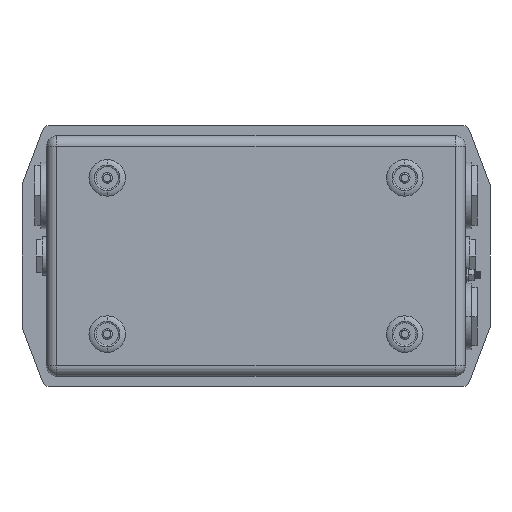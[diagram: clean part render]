
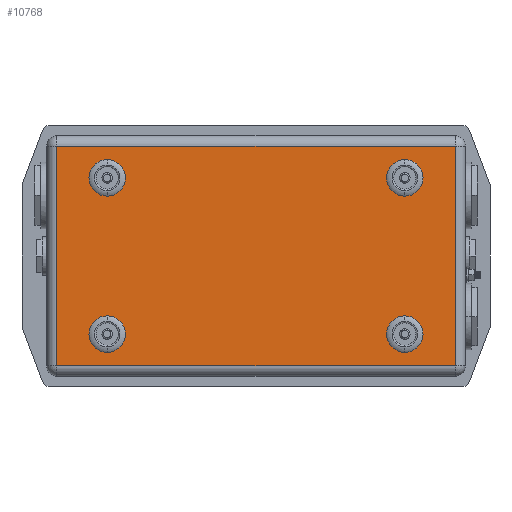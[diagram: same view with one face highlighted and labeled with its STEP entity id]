
A CAD part, front view. The second image highlights one B-rep face of the part: STEP entity #10768.
In plain terms, the highlighted planar face has unit normal (0, -1, 0).
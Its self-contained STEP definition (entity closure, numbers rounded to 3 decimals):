
#19 = ORIENTED_EDGE ( 'NONE', *, *, #10798, .F. ) ;
#58 = CIRCLE ( 'NONE', #9383, 12.25 ) ;
#111 = DIRECTION ( 'NONE',  ( 0., 0., -1. ) ) ;
#139 = DIRECTION ( 'NONE',  ( 0., 1., 0. ) ) ;
#176 = CARTESIAN_POINT ( 'NONE',  ( 257.25, 0., -140.25 ) ) ;
#200 = DIRECTION ( 'NONE',  ( 0., 1., 0. ) ) ;
#226 = DIRECTION ( 'NONE',  ( 0., -1., 0. ) ) ;
#493 = VECTOR ( 'NONE', #5726, 1000. ) ;
#587 = ORIENTED_EDGE ( 'NONE', *, *, #2810, .T. ) ;
#650 = FACE_BOUND ( 'NONE', #4912, .T. ) ;
#1044 = LINE ( 'NONE', #8906, #493 ) ;
#1084 = EDGE_CURVE ( 'NONE', #8024, #8002, #5978, .T. ) ;
#1460 = EDGE_CURVE ( 'NONE', #8002, #1895, #1777, .T. ) ;
#1509 = CARTESIAN_POINT ( 'NONE',  ( 57.25, 0., -128. ) ) ;
#1628 = DIRECTION ( 'NONE',  ( 1., 0., 0. ) ) ;
#1709 = EDGE_CURVE ( 'NONE', #1895, #4239, #1044, .T. ) ;
#1727 = VERTEX_POINT ( 'NONE', #8679 ) ;
#1777 = LINE ( 'NONE', #3084, #9986 ) ;
#1855 = ORIENTED_EDGE ( 'NONE', *, *, #1932, .T. ) ;
#1895 = VERTEX_POINT ( 'NONE', #7511 ) ;
#1932 = EDGE_CURVE ( 'NONE', #4239, #8024, #5696, .T. ) ;
#1986 = CIRCLE ( 'NONE', #5775, 12.25 ) ;
#2018 = VERTEX_POINT ( 'NONE', #6702 ) ;
#2126 = EDGE_CURVE ( 'NONE', #5529, #6016, #2418, .T. ) ;
#2203 = DIRECTION ( 'NONE',  ( 0., 1., 0. ) ) ;
#2219 = VERTEX_POINT ( 'NONE', #5267 ) ;
#2367 = ORIENTED_EDGE ( 'NONE', *, *, #2471, .F. ) ;
#2418 = CIRCLE ( 'NONE', #8485, 12.25 ) ;
#2471 = EDGE_CURVE ( 'NONE', #2018, #2219, #9064, .T. ) ;
#2616 = ORIENTED_EDGE ( 'NONE', *, *, #2766, .T. ) ;
#2766 = EDGE_CURVE ( 'NONE', #10193, #10333, #5433, .T. ) ;
#2810 = EDGE_CURVE ( 'NONE', #10333, #10193, #58, .T. ) ;
#2937 = FACE_OUTER_BOUND ( 'NONE', #4710, .T. ) ;
#3022 = EDGE_CURVE ( 'NONE', #4153, #1727, #5813, .T. ) ;
#3054 = DIRECTION ( 'NONE',  ( 0., 0., -1. ) ) ;
#3064 = DIRECTION ( 'NONE',  ( 0., -1., 0. ) ) ;
#3073 = CARTESIAN_POINT ( 'NONE',  ( 57.25, 0., -35.25 ) ) ;
#3084 = CARTESIAN_POINT ( 'NONE',  ( 298., 0., -161.5 ) ) ;
#3144 = ORIENTED_EDGE ( 'NONE', *, *, #3022, .T. ) ;
#3189 = EDGE_CURVE ( 'NONE', #1727, #4153, #9320, .T. ) ;
#3355 = AXIS2_PLACEMENT_3D ( 'NONE', #3073, #3064, #3054 ) ;
#3813 = ORIENTED_EDGE ( 'NONE', *, *, #1460, .T. ) ;
#3823 = DIRECTION ( 'NONE',  ( 0., -1., 0. ) ) ;
#3896 = DIRECTION ( 'NONE',  ( 0., -1., 0. ) ) ;
#4006 = DIRECTION ( 'NONE',  ( 0., 1., 0. ) ) ;
#4153 = VERTEX_POINT ( 'NONE', #4279 ) ;
#4239 = VERTEX_POINT ( 'NONE', #9315 ) ;
#4279 = CARTESIAN_POINT ( 'NONE',  ( 257.25, 0., -47.5 ) ) ;
#4668 = PLANE ( 'NONE',  #6388 ) ;
#4710 = EDGE_LOOP ( 'NONE', ( #9803, #3813, #8126, #1855 ) ) ;
#4846 = AXIS2_PLACEMENT_3D ( 'NONE', #7165, #2203, #7948 ) ;
#4912 = EDGE_LOOP ( 'NONE', ( #2367, #6779 ) ) ;
#4926 = FACE_BOUND ( 'NONE', #5379, .T. ) ;
#5030 = EDGE_LOOP ( 'NONE', ( #5137, #3144 ) ) ;
#5137 = ORIENTED_EDGE ( 'NONE', *, *, #3189, .T. ) ;
#5267 = CARTESIAN_POINT ( 'NONE',  ( 57.25, 0., -47.5 ) ) ;
#5336 = CARTESIAN_POINT ( 'NONE',  ( 257.25, 0., -140.25 ) ) ;
#5358 = CARTESIAN_POINT ( 'NONE',  ( 57.25, 0., -35.25 ) ) ;
#5379 = EDGE_LOOP ( 'NONE', ( #8376, #19 ) ) ;
#5433 = CIRCLE ( 'NONE', #7233, 12.25 ) ;
#5511 = CARTESIAN_POINT ( 'NONE',  ( 0., 0., -175.5 ) ) ;
#5529 = VERTEX_POINT ( 'NONE', #1509 ) ;
#5543 = DIRECTION ( 'NONE',  ( 0., 0., -1. ) ) ;
#5566 = DIRECTION ( 'NONE',  ( 0., -1., 0. ) ) ;
#5578 = CARTESIAN_POINT ( 'NONE',  ( 57.25, 0., -140.25 ) ) ;
#5683 = EDGE_LOOP ( 'NONE', ( #2616, #587 ) ) ;
#5696 = LINE ( 'NONE', #7301, #7577 ) ;
#5713 = VECTOR ( 'NONE', #9022, 1000. ) ;
#5726 = DIRECTION ( 'NONE',  ( 0., 0., 1. ) ) ;
#5775 = AXIS2_PLACEMENT_3D ( 'NONE', #5358, #226, #6197 ) ;
#5813 = CIRCLE ( 'NONE', #4846, 12.25 ) ;
#5978 = LINE ( 'NONE', #9237, #5713 ) ;
#6016 = VERTEX_POINT ( 'NONE', #9449 ) ;
#6165 = DIRECTION ( 'NONE',  ( 0., 0., -1. ) ) ;
#6197 = DIRECTION ( 'NONE',  ( 0., 0., -1. ) ) ;
#6349 = DIRECTION ( 'NONE',  ( 0., 0., -1. ) ) ;
#6388 = AXIS2_PLACEMENT_3D ( 'NONE', #5511, #3823, #6349 ) ;
#6638 = CARTESIAN_POINT ( 'NONE',  ( 23.5, 0., -14. ) ) ;
#6702 = CARTESIAN_POINT ( 'NONE',  ( 57.25, 0., -23. ) ) ;
#6779 = ORIENTED_EDGE ( 'NONE', *, *, #7458, .F. ) ;
#6847 = CIRCLE ( 'NONE', #7957, 12.25 ) ;
#7165 = CARTESIAN_POINT ( 'NONE',  ( 257.25, 0., -35.25 ) ) ;
#7233 = AXIS2_PLACEMENT_3D ( 'NONE', #176, #139, #111 ) ;
#7271 = DIRECTION ( 'NONE',  ( -1., 0., 0. ) ) ;
#7301 = CARTESIAN_POINT ( 'NONE',  ( 16.5, 0., -14. ) ) ;
#7458 = EDGE_CURVE ( 'NONE', #2219, #2018, #1986, .T. ) ;
#7511 = CARTESIAN_POINT ( 'NONE',  ( 291., 0., -161.5 ) ) ;
#7577 = VECTOR ( 'NONE', #7271, 1000. ) ;
#7948 = DIRECTION ( 'NONE',  ( 0., 0., -1. ) ) ;
#7957 = AXIS2_PLACEMENT_3D ( 'NONE', #8744, #3896, #9583 ) ;
#8002 = VERTEX_POINT ( 'NONE', #9829 ) ;
#8024 = VERTEX_POINT ( 'NONE', #6638 ) ;
#8126 = ORIENTED_EDGE ( 'NONE', *, *, #1709, .T. ) ;
#8376 = ORIENTED_EDGE ( 'NONE', *, *, #2126, .F. ) ;
#8485 = AXIS2_PLACEMENT_3D ( 'NONE', #5578, #5566, #5543 ) ;
#8616 = AXIS2_PLACEMENT_3D ( 'NONE', #8854, #4006, #9699 ) ;
#8679 = CARTESIAN_POINT ( 'NONE',  ( 257.25, 0., -23. ) ) ;
#8684 = CARTESIAN_POINT ( 'NONE',  ( 257.25, 0., -152.5 ) ) ;
#8744 = CARTESIAN_POINT ( 'NONE',  ( 57.25, 0., -140.25 ) ) ;
#8854 = CARTESIAN_POINT ( 'NONE',  ( 257.25, 0., -35.25 ) ) ;
#8906 = CARTESIAN_POINT ( 'NONE',  ( 291., 0., -7. ) ) ;
#9022 = DIRECTION ( 'NONE',  ( 0., 0., -1. ) ) ;
#9064 = CIRCLE ( 'NONE', #3355, 12.25 ) ;
#9213 = FACE_BOUND ( 'NONE', #5030, .T. ) ;
#9237 = CARTESIAN_POINT ( 'NONE',  ( 23.5, 0., -168.5 ) ) ;
#9315 = CARTESIAN_POINT ( 'NONE',  ( 291., 0., -14. ) ) ;
#9320 = CIRCLE ( 'NONE', #8616, 12.25 ) ;
#9383 = AXIS2_PLACEMENT_3D ( 'NONE', #5336, #200, #6165 ) ;
#9449 = CARTESIAN_POINT ( 'NONE',  ( 57.25, 0., -152.5 ) ) ;
#9583 = DIRECTION ( 'NONE',  ( 0., 0., -1. ) ) ;
#9699 = DIRECTION ( 'NONE',  ( 0., 0., -1. ) ) ;
#9739 = FACE_BOUND ( 'NONE', #5683, .T. ) ;
#9803 = ORIENTED_EDGE ( 'NONE', *, *, #1084, .T. ) ;
#9829 = CARTESIAN_POINT ( 'NONE',  ( 23.5, 0., -161.5 ) ) ;
#9847 = CARTESIAN_POINT ( 'NONE',  ( 257.25, 0., -128. ) ) ;
#9986 = VECTOR ( 'NONE', #1628, 1000. ) ;
#10193 = VERTEX_POINT ( 'NONE', #9847 ) ;
#10333 = VERTEX_POINT ( 'NONE', #8684 ) ;
#10768 = ADVANCED_FACE ( 'NONE', ( #2937, #4926, #650, #9739, #9213 ), #4668, .T. ) ;
#10798 = EDGE_CURVE ( 'NONE', #6016, #5529, #6847, .T. ) ;
